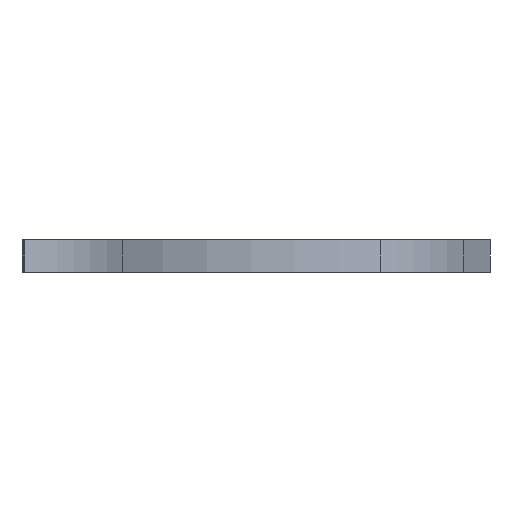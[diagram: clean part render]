
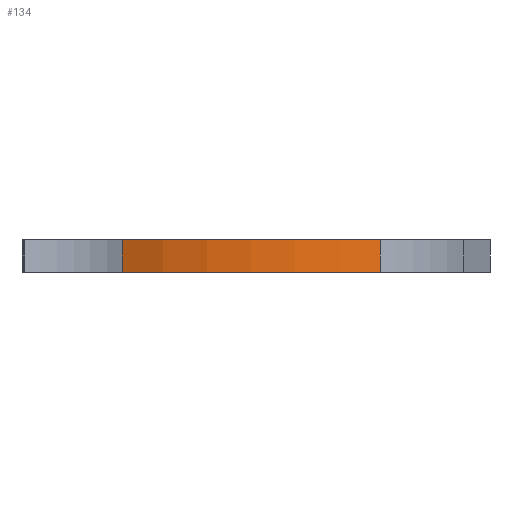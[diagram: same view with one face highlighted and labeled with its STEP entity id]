
A CAD part, left-side view. The second image highlights one B-rep face of the part: STEP entity #134.
In plain terms, the highlighted cylindrical face has radius 52.5 mm (diameter 105 mm), a partial arc.
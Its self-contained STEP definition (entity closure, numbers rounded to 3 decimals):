
#134=ADVANCED_FACE('',(#209),#177,.T.);
#177=CYLINDRICAL_SURFACE('',#861,52.5);
#209=FACE_OUTER_BOUND('',#233,.T.);
#233=EDGE_LOOP('',(#419,#420,#421,#422));
#335=LINE('',#1242,#373);
#336=LINE('',#1248,#374);
#373=VECTOR('',#984,1.);
#374=VECTOR('',#991,1.);
#419=ORIENTED_EDGE('',*,*,#699,.F.);
#420=ORIENTED_EDGE('',*,*,#698,.F.);
#421=ORIENTED_EDGE('',*,*,#700,.T.);
#422=ORIENTED_EDGE('',*,*,#701,.T.);
#617=VERTEX_POINT('',#1239);
#618=VERTEX_POINT('',#1241);
#619=VERTEX_POINT('',#1245);
#620=VERTEX_POINT('',#1247);
#698=EDGE_CURVE('',#618,#617,#335,.T.);
#699=EDGE_CURVE('',#617,#619,#791,.T.);
#700=EDGE_CURVE('',#618,#620,#792,.T.);
#701=EDGE_CURVE('',#620,#619,#336,.T.);
#791=CIRCLE('',#859,52.5);
#792=CIRCLE('',#860,52.5);
#859=AXIS2_PLACEMENT_3D('',#1244,#987,#988);
#860=AXIS2_PLACEMENT_3D('',#1246,#989,#990);
#861=AXIS2_PLACEMENT_3D('',#1249,#992,#993);
#984=DIRECTION('',(0.,0.,-1.));
#987=DIRECTION('',(0.,0.,-1.));
#988=DIRECTION('',(1.,0.,0.));
#989=DIRECTION('',(0.,0.,-1.));
#990=DIRECTION('',(1.,0.,0.));
#991=DIRECTION('',(0.,0.,-1.));
#992=DIRECTION('',(0.,0.,-1.));
#993=DIRECTION('',(-1.,0.,0.));
#1239=CARTESIAN_POINT('',(-100.212,-22.962,0.));
#1241=CARTESIAN_POINT('',(-100.212,-22.962,6.));
#1242=CARTESIAN_POINT('',(-100.212,-22.962,6.));
#1244=CARTESIAN_POINT('',(-53.,0.,0.));
#1245=CARTESIAN_POINT('',(-99.598,24.184,0.));
#1246=CARTESIAN_POINT('',(-53.,0.,6.));
#1247=CARTESIAN_POINT('',(-99.598,24.184,6.));
#1248=CARTESIAN_POINT('',(-99.598,24.184,6.));
#1249=CARTESIAN_POINT('',(-53.,0.,6.));
